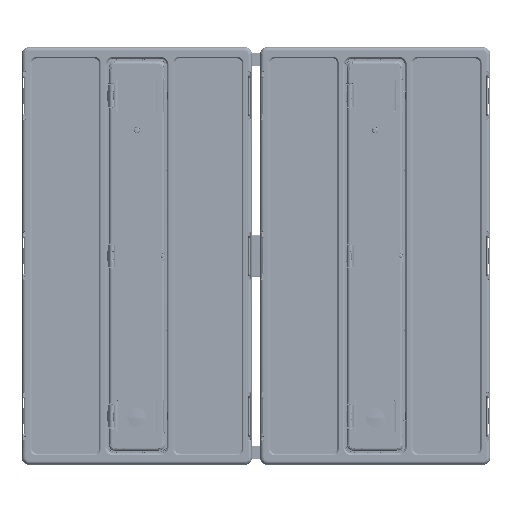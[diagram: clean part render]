
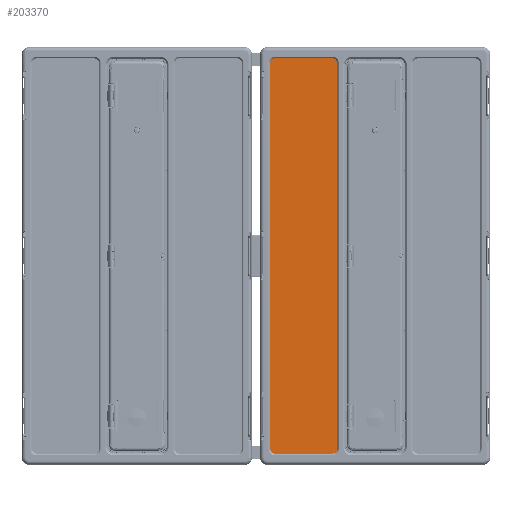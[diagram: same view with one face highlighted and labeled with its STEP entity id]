
A CAD part, front view. The second image highlights one B-rep face of the part: STEP entity #203370.
In plain terms, the highlighted planar face has unit normal (0, -1, 0).
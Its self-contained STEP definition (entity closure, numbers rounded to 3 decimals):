
#194284=CARTESIAN_POINT('',(1.019,-2.535,-17.369));
#194285=CARTESIAN_POINT('',(1.019,-2.535,-17.392));
#194286=CARTESIAN_POINT('',(1.026,-2.535,-17.436));
#194287=CARTESIAN_POINT('',(1.055,-2.535,-17.494));
#194288=CARTESIAN_POINT('',(1.093,-2.535,-17.534));
#194289=CARTESIAN_POINT('',(1.134,-2.535,-17.562));
#194290=CARTESIAN_POINT('',(1.179,-2.535,-17.58));
#194291=CARTESIAN_POINT('',(1.215,-2.535,-17.585));
#194292=CARTESIAN_POINT('',(1.235,-2.535,-17.585));
#194294=DIRECTION('',(0.,0.,-1.));
#194295=VECTOR('',#194294,34.739);
#194296=CARTESIAN_POINT('',(1.019,-2.535,17.371));
#194297=LINE('',#194296,#194295);
#194298=CARTESIAN_POINT('',(1.235,-2.535,17.588));
#194299=CARTESIAN_POINT('',(1.211,-2.535,17.588));
#194300=CARTESIAN_POINT('',(1.167,-2.535,17.58));
#194301=CARTESIAN_POINT('',(1.11,-2.535,17.551));
#194302=CARTESIAN_POINT('',(1.069,-2.535,17.513));
#194303=CARTESIAN_POINT('',(1.042,-2.535,17.472));
#194304=CARTESIAN_POINT('',(1.024,-2.535,17.427));
#194305=CARTESIAN_POINT('',(1.019,-2.535,17.391));
#194306=CARTESIAN_POINT('',(1.019,-2.535,17.371));
#194308=DIRECTION('',(-1.,0.,0.));
#194309=VECTOR('',#194308,5.864);
#194310=CARTESIAN_POINT('',(7.1,-2.535,17.588));
#194311=LINE('',#194310,#194309);
#194312=CARTESIAN_POINT('',(7.316,-2.535,17.371));
#194313=CARTESIAN_POINT('',(7.316,-2.535,17.395));
#194314=CARTESIAN_POINT('',(7.309,-2.535,17.439));
#194315=CARTESIAN_POINT('',(7.28,-2.535,17.496));
#194316=CARTESIAN_POINT('',(7.242,-2.535,17.537));
#194317=CARTESIAN_POINT('',(7.201,-2.535,17.564));
#194318=CARTESIAN_POINT('',(7.156,-2.535,17.582));
#194319=CARTESIAN_POINT('',(7.119,-2.535,17.588));
#194320=CARTESIAN_POINT('',(7.1,-2.535,17.588));
#194322=DIRECTION('',(0.,0.,1.));
#194323=VECTOR('',#194322,34.739);
#194324=CARTESIAN_POINT('',(7.316,-2.535,-17.369));
#194325=LINE('',#194324,#194323);
#194326=CARTESIAN_POINT('',(7.1,-2.535,-17.585));
#194327=CARTESIAN_POINT('',(7.123,-2.535,-17.585));
#194328=CARTESIAN_POINT('',(7.167,-2.535,-17.578));
#194329=CARTESIAN_POINT('',(7.225,-2.535,-17.549));
#194330=CARTESIAN_POINT('',(7.266,-2.535,-17.511));
#194331=CARTESIAN_POINT('',(7.293,-2.535,-17.47));
#194332=CARTESIAN_POINT('',(7.311,-2.535,-17.425));
#194333=CARTESIAN_POINT('',(7.316,-2.535,-17.388));
#194334=CARTESIAN_POINT('',(7.316,-2.535,-17.369));
#194336=DIRECTION('',(1.,0.,0.));
#194337=VECTOR('',#194336,5.864);
#194338=CARTESIAN_POINT('',(1.235,-2.535,-17.585));
#194339=LINE('',#194338,#194337);
#202650=VERTEX_POINT('',#194284);
#202651=VERTEX_POINT('',#194292);
#202654=CARTESIAN_POINT('',(7.1,-2.535,-17.585));
#202655=VERTEX_POINT('',#202654);
#202658=VERTEX_POINT('',#194334);
#202660=CARTESIAN_POINT('',(7.316,-2.535,17.371));
#202661=VERTEX_POINT('',#202660);
#202664=VERTEX_POINT('',#194320);
#202666=CARTESIAN_POINT('',(1.235,-2.535,17.588));
#202667=VERTEX_POINT('',#202666);
#202670=VERTEX_POINT('',#194306);
#203348=CARTESIAN_POINT('',(4.167,-2.535,0.001));
#203349=DIRECTION('',(0.,-1.,0.));
#203350=DIRECTION('',(-1.,0.,0.));
#203351=AXIS2_PLACEMENT_3D('',#203348,#203349,#203350);
#203352=PLANE('',#203351);
#203354=ORIENTED_EDGE('',*,*,#203353,.F.);
#203355=ORIENTED_EDGE('',*,*,#203338,.F.);
#203357=ORIENTED_EDGE('',*,*,#203356,.F.);
#203359=ORIENTED_EDGE('',*,*,#203358,.F.);
#203361=ORIENTED_EDGE('',*,*,#203360,.F.);
#203363=ORIENTED_EDGE('',*,*,#203362,.F.);
#203365=ORIENTED_EDGE('',*,*,#203364,.F.);
#203367=ORIENTED_EDGE('',*,*,#203366,.F.);
#203368=EDGE_LOOP('',(#203354,#203355,#203357,#203359,#203361,#203363,#203365,
#203367));
#203369=FACE_OUTER_BOUND('',#203368,.F.);
#203370=ADVANCED_FACE('',(#203369),#203352,.T.);
#194293=B_SPLINE_CURVE_WITH_KNOTS('',3,(#194284,#194285,#194286,#194287,#194288,
#194289,#194290,#194291,#194292),.UNSPECIFIED.,.F.,.F.,(4,1,1,1,1,1,4),(0.,
0.167,0.333,0.5,0.667,0.833,
1.),.UNSPECIFIED.);
#194307=B_SPLINE_CURVE_WITH_KNOTS('',3,(#194298,#194299,#194300,#194301,#194302,
#194303,#194304,#194305,#194306),.UNSPECIFIED.,.F.,.F.,(4,1,1,1,1,1,4),(0.,
0.167,0.333,0.5,0.667,0.833,
1.),.UNSPECIFIED.);
#194321=B_SPLINE_CURVE_WITH_KNOTS('',3,(#194312,#194313,#194314,#194315,#194316,
#194317,#194318,#194319,#194320),.UNSPECIFIED.,.F.,.F.,(4,1,1,1,1,1,4),(0.,
0.167,0.333,0.5,0.667,0.833,
1.),.UNSPECIFIED.);
#194335=B_SPLINE_CURVE_WITH_KNOTS('',3,(#194326,#194327,#194328,#194329,#194330,
#194331,#194332,#194333,#194334),.UNSPECIFIED.,.F.,.F.,(4,1,1,1,1,1,4),(0.,
0.167,0.333,0.5,0.667,0.833,
1.),.UNSPECIFIED.);
#203338=EDGE_CURVE('',#202670,#202650,#194297,.T.);
#203353=EDGE_CURVE('',#202650,#202651,#194293,.T.);
#203356=EDGE_CURVE('',#202667,#202670,#194307,.T.);
#203358=EDGE_CURVE('',#202664,#202667,#194311,.T.);
#203360=EDGE_CURVE('',#202661,#202664,#194321,.T.);
#203362=EDGE_CURVE('',#202658,#202661,#194325,.T.);
#203364=EDGE_CURVE('',#202655,#202658,#194335,.T.);
#203366=EDGE_CURVE('',#202651,#202655,#194339,.T.);
